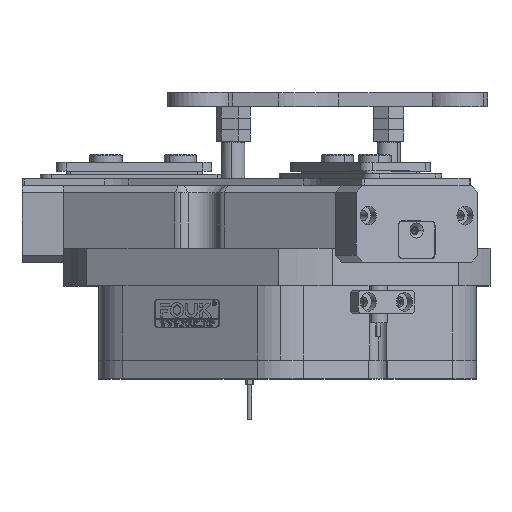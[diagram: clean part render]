
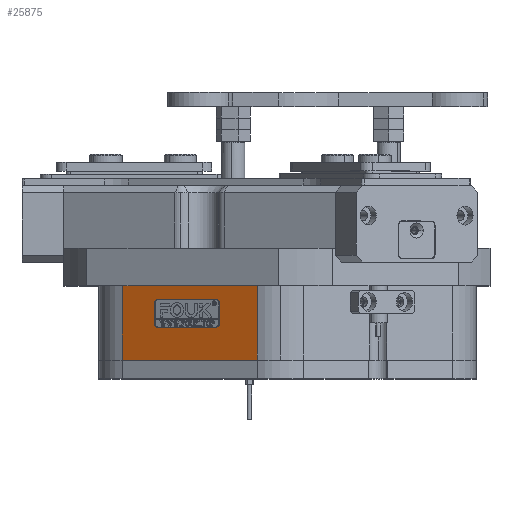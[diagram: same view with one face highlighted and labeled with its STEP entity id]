
A CAD part, top view. The second image highlights one B-rep face of the part: STEP entity #25875.
In plain terms, the highlighted planar face has unit normal (-0.5, 0, 0.866).
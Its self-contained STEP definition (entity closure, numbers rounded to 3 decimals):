
#715 = DIRECTION ( 'NONE',  ( 0.866, 0., 0.5 ) ) ;
#1320 = VERTEX_POINT ( 'NONE', #13784 ) ;
#1513 = DIRECTION ( 'NONE',  ( 0.866, 0., 0.5 ) ) ;
#2190 = CARTESIAN_POINT ( 'NONE',  ( -28.356, 16.1, 78.314 ) ) ;
#2533 = LINE ( 'NONE', #16995, #29195 ) ;
#3623 = CARTESIAN_POINT ( 'NONE',  ( -70., 0., 54.271 ) ) ;
#3791 = VECTOR ( 'NONE', #20459, 1000. ) ;
#4124 = LINE ( 'NONE', #43868, #46924 ) ;
#4726 = CARTESIAN_POINT ( 'NONE',  ( -30.175, 14., 77.264 ) ) ;
#4752 = VERTEX_POINT ( 'NONE', #3623 ) ;
#5002 = DIRECTION ( 'NONE',  ( 0.5, 0., -0.866 ) ) ;
#5068 = CARTESIAN_POINT ( 'NONE',  ( -54.423, 16.1, 63.264 ) ) ;
#5121 = LINE ( 'NONE', #48079, #26847 ) ;
#5324 = CARTESIAN_POINT ( 'NONE',  ( -54.423, 24.1, 63.264 ) ) ;
#6046 = AXIS2_PLACEMENT_3D ( 'NONE', #12566, #44263, #715 ) ;
#7532 = LINE ( 'NONE', #44205, #3791 ) ;
#7834 = FACE_BOUND ( 'NONE', #37720, .T. ) ;
#9430 = CARTESIAN_POINT ( 'NONE',  ( -28.356, 24.1, 78.314 ) ) ;
#10562 = LINE ( 'NONE', #9430, #40953 ) ;
#10950 = ORIENTED_EDGE ( 'NONE', *, *, #30590, .T. ) ;
#11468 = EDGE_CURVE ( 'NONE', #29831, #19693, #17757, .T. ) ;
#12293 = VERTEX_POINT ( 'NONE', #15953 ) ;
#12461 = LINE ( 'NONE', #33376, #24229 ) ;
#12566 = CARTESIAN_POINT ( 'NONE',  ( 82., 75., 142.028 ) ) ;
#13178 = DIRECTION ( 'NONE',  ( 0., -1., 0. ) ) ;
#13723 = ORIENTED_EDGE ( 'NONE', *, *, #33476, .F. ) ;
#13741 = ORIENTED_EDGE ( 'NONE', *, *, #11468, .T. ) ;
#13784 = CARTESIAN_POINT ( 'NONE',  ( -54.423, 26.2, 63.264 ) ) ;
#14636 = VERTEX_POINT ( 'NONE', #2190 ) ;
#15025 = ORIENTED_EDGE ( 'NONE', *, *, #26724, .F. ) ;
#15289 = CARTESIAN_POINT ( 'NONE',  ( -70., 32., 54.271 ) ) ;
#15953 = CARTESIAN_POINT ( 'NONE',  ( -56.242, 24.1, 62.214 ) ) ;
#16090 = FACE_OUTER_BOUND ( 'NONE', #45568, .T. ) ;
#16182 = ORIENTED_EDGE ( 'NONE', *, *, #44257, .T. ) ;
#16294 = CARTESIAN_POINT ( 'NONE',  ( -30.175, 14., 77.264 ) ) ;
#16544 = EDGE_CURVE ( 'NONE', #1320, #18594, #12461, .T. ) ;
#16549 = EDGE_CURVE ( 'NONE', #40516, #14636, #10562, .T. ) ;
#16928 = VECTOR ( 'NONE', #32846, 1000. ) ;
#16995 = CARTESIAN_POINT ( 'NONE',  ( -70., 75., 54.271 ) ) ;
#17109 = VECTOR ( 'NONE', #21805, 1000. ) ;
#17161 = DIRECTION ( 'NONE',  ( 0.5, 0., -0.866 ) ) ;
#17757 = CIRCLE ( 'NONE', #20258, 2.1 ) ;
#18594 = VERTEX_POINT ( 'NONE', #46458 ) ;
#19693 = VERTEX_POINT ( 'NONE', #33178 ) ;
#20258 = AXIS2_PLACEMENT_3D ( 'NONE', #5068, #33010, #41500 ) ;
#20289 = ORIENTED_EDGE ( 'NONE', *, *, #26844, .T. ) ;
#20459 = DIRECTION ( 'NONE',  ( 0.866, 0., 0.5 ) ) ;
#20471 = DIRECTION ( 'NONE',  ( -0.866, 0., -0.5 ) ) ;
#21307 = DIRECTION ( 'NONE',  ( -0.866, 0., -0.5 ) ) ;
#21805 = DIRECTION ( 'NONE',  ( -0.866, 0., -0.5 ) ) ;
#22241 = VERTEX_POINT ( 'NONE', #46312 ) ;
#23554 = CIRCLE ( 'NONE', #29033, 2.1 ) ;
#24229 = VECTOR ( 'NONE', #45659, 1000. ) ;
#24671 = PLANE ( 'NONE',  #6046 ) ;
#25559 = ORIENTED_EDGE ( 'NONE', *, *, #46172, .T. ) ;
#25573 = DIRECTION ( 'NONE',  ( 0., -1., 0. ) ) ;
#25875 = ADVANCED_FACE ( 'NONE', ( #16090, #7834 ), #24671, .T. ) ;
#26724 = EDGE_CURVE ( 'NONE', #50675, #30452, #7532, .T. ) ;
#26844 = EDGE_CURVE ( 'NONE', #18594, #40516, #36085, .T. ) ;
#26847 = VECTOR ( 'NONE', #47920, 1000. ) ;
#27624 = LINE ( 'NONE', #16294, #17109 ) ;
#27733 = DIRECTION ( 'NONE',  ( 0., 1., 0. ) ) ;
#28395 = CARTESIAN_POINT ( 'NONE',  ( -12., 32., 87.757 ) ) ;
#28475 = CARTESIAN_POINT ( 'NONE',  ( 82., 0., 142.028 ) ) ;
#28761 = CARTESIAN_POINT ( 'NONE',  ( -28.356, 24.1, 78.314 ) ) ;
#28915 = CARTESIAN_POINT ( 'NONE',  ( -30.175, 24.1, 77.264 ) ) ;
#28970 = AXIS2_PLACEMENT_3D ( 'NONE', #28915, #5002, #1513 ) ;
#29033 = AXIS2_PLACEMENT_3D ( 'NONE', #48538, #40748, #20471 ) ;
#29195 = VECTOR ( 'NONE', #13178, 1000. ) ;
#29831 = VERTEX_POINT ( 'NONE', #39585 ) ;
#30452 = VERTEX_POINT ( 'NONE', #28395 ) ;
#30590 = EDGE_CURVE ( 'NONE', #12293, #1320, #32072, .T. ) ;
#30776 = ORIENTED_EDGE ( 'NONE', *, *, #36252, .T. ) ;
#30959 = ORIENTED_EDGE ( 'NONE', *, *, #16544, .T. ) ;
#31110 = ORIENTED_EDGE ( 'NONE', *, *, #16549, .T. ) ;
#31920 = VERTEX_POINT ( 'NONE', #4726 ) ;
#32028 = ORIENTED_EDGE ( 'NONE', *, *, #39406, .T. ) ;
#32072 = CIRCLE ( 'NONE', #32947, 2.1 ) ;
#32845 = ORIENTED_EDGE ( 'NONE', *, *, #49275, .T. ) ;
#32846 = DIRECTION ( 'NONE',  ( -0.866, 0., -0.5 ) ) ;
#32947 = AXIS2_PLACEMENT_3D ( 'NONE', #5324, #17161, #21307 ) ;
#33010 = DIRECTION ( 'NONE',  ( 0.5, 0., -0.866 ) ) ;
#33178 = CARTESIAN_POINT ( 'NONE',  ( -56.242, 16.1, 62.214 ) ) ;
#33376 = CARTESIAN_POINT ( 'NONE',  ( -30.175, 26.2, 77.264 ) ) ;
#33476 = EDGE_CURVE ( 'NONE', #22241, #4752, #44797, .T. ) ;
#36085 = CIRCLE ( 'NONE', #28970, 2.1 ) ;
#36252 = EDGE_CURVE ( 'NONE', #19693, #12293, #4124, .T. ) ;
#37720 = EDGE_LOOP ( 'NONE', ( #31110, #25559, #32845, #13741, #30776, #10950, #30959, #20289 ) ) ;
#39406 = EDGE_CURVE ( 'NONE', #22241, #30452, #5121, .T. ) ;
#39585 = CARTESIAN_POINT ( 'NONE',  ( -54.423, 14., 63.264 ) ) ;
#40516 = VERTEX_POINT ( 'NONE', #28761 ) ;
#40748 = DIRECTION ( 'NONE',  ( 0.5, 0., -0.866 ) ) ;
#40953 = VECTOR ( 'NONE', #25573, 1000. ) ;
#41500 = DIRECTION ( 'NONE',  ( -0.866, 0., -0.5 ) ) ;
#43868 = CARTESIAN_POINT ( 'NONE',  ( -56.242, 24.1, 62.214 ) ) ;
#44205 = CARTESIAN_POINT ( 'NONE',  ( -41., 32., 71.014 ) ) ;
#44257 = EDGE_CURVE ( 'NONE', #50675, #4752, #2533, .T. ) ;
#44263 = DIRECTION ( 'NONE',  ( -0.5, 0., 0.866 ) ) ;
#44797 = LINE ( 'NONE', #28475, #16928 ) ;
#45568 = EDGE_LOOP ( 'NONE', ( #15025, #16182, #13723, #32028 ) ) ;
#45659 = DIRECTION ( 'NONE',  ( 0.866, 0., 0.5 ) ) ;
#46172 = EDGE_CURVE ( 'NONE', #14636, #31920, #23554, .T. ) ;
#46312 = CARTESIAN_POINT ( 'NONE',  ( -12., 0., 87.757 ) ) ;
#46458 = CARTESIAN_POINT ( 'NONE',  ( -30.175, 26.2, 77.264 ) ) ;
#46924 = VECTOR ( 'NONE', #27733, 1000. ) ;
#47920 = DIRECTION ( 'NONE',  ( 0., 1., 0. ) ) ;
#48079 = CARTESIAN_POINT ( 'NONE',  ( -12., 75., 87.757 ) ) ;
#48538 = CARTESIAN_POINT ( 'NONE',  ( -30.175, 16.1, 77.264 ) ) ;
#49275 = EDGE_CURVE ( 'NONE', #31920, #29831, #27624, .T. ) ;
#50675 = VERTEX_POINT ( 'NONE', #15289 ) ;
